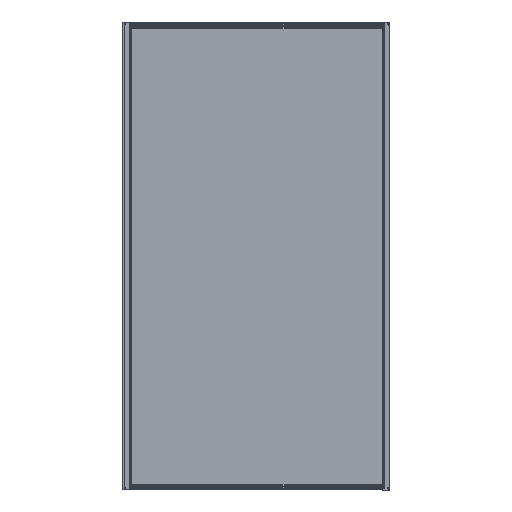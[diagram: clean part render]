
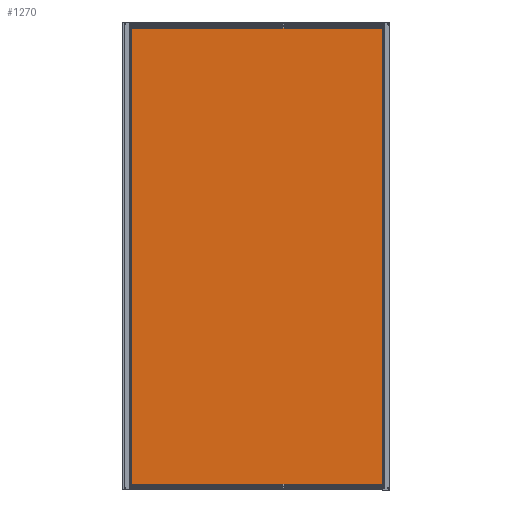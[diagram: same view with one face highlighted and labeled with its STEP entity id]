
A CAD part, front view. The second image highlights one B-rep face of the part: STEP entity #1270.
In plain terms, the highlighted face is planar.
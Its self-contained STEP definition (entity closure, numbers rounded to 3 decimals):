
#1270=ADVANCED_FACE('',(#2639),#21397,.T.);
#2639=FACE_OUTER_BOUND('',#3990,.T.);
#3990=EDGE_LOOP('',(#9586,#9587,#9588,#9589,#9590,#9591,#9592,#9593));
#9586=ORIENTED_EDGE('',*,*,#13824,.T.);
#9587=ORIENTED_EDGE('',*,*,#13823,.T.);
#9588=ORIENTED_EDGE('',*,*,#13819,.F.);
#9589=ORIENTED_EDGE('',*,*,#13837,.T.);
#9590=ORIENTED_EDGE('',*,*,#13840,.T.);
#9591=ORIENTED_EDGE('',*,*,#13822,.T.);
#9592=ORIENTED_EDGE('',*,*,#13845,.T.);
#9593=ORIENTED_EDGE('',*,*,#13821,.T.);
#13819=EDGE_CURVE('',#19690,#19691,#15187,.T.);
#13821=EDGE_CURVE('',#19694,#19692,#17511,.T.);
#13822=EDGE_CURVE('',#19696,#19695,#17512,.T.);
#13823=EDGE_CURVE('',#19693,#19691,#17513,.T.);
#13824=EDGE_CURVE('',#19692,#19693,#15188,.T.);
#13837=EDGE_CURVE('',#19690,#19697,#17523,.T.);
#13840=EDGE_CURVE('',#19697,#19696,#15192,.T.);
#13845=EDGE_CURVE('',#19695,#19694,#15194,.T.);
#15187=(
BOUNDED_CURVE()
B_SPLINE_CURVE(2,(#85819,#85820,#85821),.UNSPECIFIED.,.F.,.F.)
B_SPLINE_CURVE_WITH_KNOTS((3,3),(-3.142,0.),.UNSPECIFIED.)
CURVE()
GEOMETRIC_REPRESENTATION_ITEM()
RATIONAL_B_SPLINE_CURVE((1.,0.707,1.))
REPRESENTATION_ITEM('')
);
#15188=(
BOUNDED_CURVE()
B_SPLINE_CURVE(2,(#85830,#85831,#85832),.UNSPECIFIED.,.F.,.F.)
B_SPLINE_CURVE_WITH_KNOTS((3,3),(0.,3.142),.UNSPECIFIED.)
CURVE()
GEOMETRIC_REPRESENTATION_ITEM()
RATIONAL_B_SPLINE_CURVE((1.,0.707,1.))
REPRESENTATION_ITEM('')
);
#15192=(
BOUNDED_CURVE()
B_SPLINE_CURVE(2,(#85866,#85867,#85868),.UNSPECIFIED.,.F.,.F.)
B_SPLINE_CURVE_WITH_KNOTS((3,3),(0.,3.142),.UNSPECIFIED.)
CURVE()
GEOMETRIC_REPRESENTATION_ITEM()
RATIONAL_B_SPLINE_CURVE((1.,0.707,1.))
REPRESENTATION_ITEM('')
);
#15194=(
BOUNDED_CURVE()
B_SPLINE_CURVE(2,(#85878,#85879,#85880),.UNSPECIFIED.,.F.,.F.)
B_SPLINE_CURVE_WITH_KNOTS((3,3),(0.,3.142),.UNSPECIFIED.)
CURVE()
GEOMETRIC_REPRESENTATION_ITEM()
RATIONAL_B_SPLINE_CURVE((1.,0.707,1.))
REPRESENTATION_ITEM('')
);
#17511=B_SPLINE_CURVE_WITH_KNOTS('',1,(#85824,#85825),.UNSPECIFIED.,.F.,
 .F.,(2,2),(-2064.,0.),.UNSPECIFIED.);
#17512=B_SPLINE_CURVE_WITH_KNOTS('',1,(#85826,#85827),.UNSPECIFIED.,.F.,
 .F.,(2,2),(-1136.,0.),.UNSPECIFIED.);
#17513=B_SPLINE_CURVE_WITH_KNOTS('',1,(#85828,#85829),.UNSPECIFIED.,.F.,
 .F.,(2,2),(-1136.,0.),.UNSPECIFIED.);
#17523=B_SPLINE_CURVE_WITH_KNOTS('',1,(#85860,#85861),.UNSPECIFIED.,.F.,
 .F.,(2,2),(0.,2064.),.UNSPECIFIED.);
#19690=VERTEX_POINT('',#85765);
#19691=VERTEX_POINT('',#85766);
#19692=VERTEX_POINT('',#85767);
#19693=VERTEX_POINT('',#85768);
#19694=VERTEX_POINT('',#85769);
#19695=VERTEX_POINT('',#85770);
#19696=VERTEX_POINT('',#85771);
#19697=VERTEX_POINT('',#85772);
#21397=PLANE('',#24075);
#24075=AXIS2_PLACEMENT_3D('',#85633,#25182,$);
#25182=DIRECTION('',(0.,0.,-1.));
#85633=CARTESIAN_POINT('',(686.837,-1243.637,-5.));
#85765=CARTESIAN_POINT('',(-570.,-1032.,-5.));
#85766=CARTESIAN_POINT('',(-568.,-1034.,-5.));
#85767=CARTESIAN_POINT('',(570.,-1032.,-5.));
#85768=CARTESIAN_POINT('',(568.,-1034.,-5.));
#85769=CARTESIAN_POINT('',(570.,1032.,-5.));
#85770=CARTESIAN_POINT('',(568.,1034.,-5.));
#85771=CARTESIAN_POINT('',(-568.,1034.,-5.));
#85772=CARTESIAN_POINT('',(-570.,1032.,-5.));
#85819=CARTESIAN_POINT('',(-570.,-1032.,-5.));
#85820=CARTESIAN_POINT('',(-570.,-1034.,-5.));
#85821=CARTESIAN_POINT('',(-568.,-1034.,-5.));
#85824=CARTESIAN_POINT('',(570.,1032.,-5.));
#85825=CARTESIAN_POINT('',(570.,-1032.,-5.));
#85826=CARTESIAN_POINT('',(-568.,1034.,-5.));
#85827=CARTESIAN_POINT('',(568.,1034.,-5.));
#85828=CARTESIAN_POINT('',(568.,-1034.,-5.));
#85829=CARTESIAN_POINT('',(-568.,-1034.,-5.));
#85830=CARTESIAN_POINT('',(570.,-1032.,-5.));
#85831=CARTESIAN_POINT('',(570.,-1034.,-5.));
#85832=CARTESIAN_POINT('',(568.,-1034.,-5.));
#85860=CARTESIAN_POINT('',(-570.,-1032.,-5.));
#85861=CARTESIAN_POINT('',(-570.,1032.,-5.));
#85866=CARTESIAN_POINT('',(-570.,1032.,-5.));
#85867=CARTESIAN_POINT('',(-570.,1034.,-5.));
#85868=CARTESIAN_POINT('',(-568.,1034.,-5.));
#85878=CARTESIAN_POINT('',(568.,1034.,-5.));
#85879=CARTESIAN_POINT('',(570.,1034.,-5.));
#85880=CARTESIAN_POINT('',(570.,1032.,-5.));
